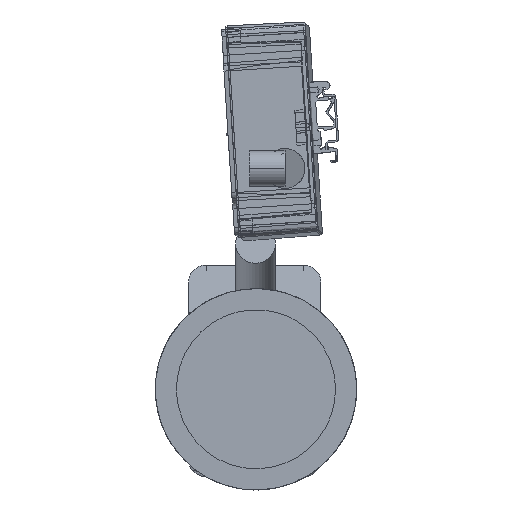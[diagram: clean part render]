
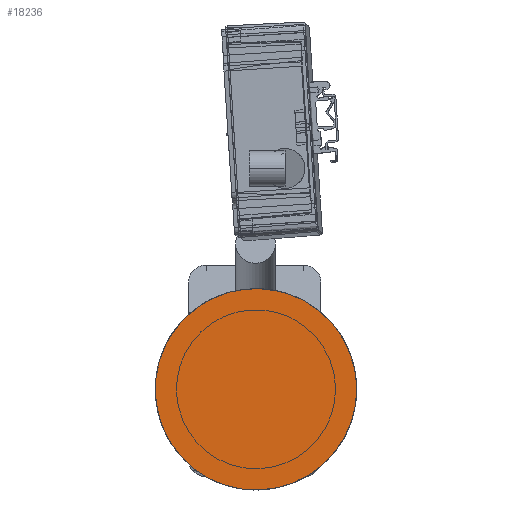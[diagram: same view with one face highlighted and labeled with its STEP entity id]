
A CAD part, left-side view. The second image highlights one B-rep face of the part: STEP entity #18236.
In plain terms, the highlighted face is planar.
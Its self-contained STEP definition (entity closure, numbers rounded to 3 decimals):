
#18176=CARTESIAN_POINT('Vertex',(-27.327,-138.74,-50.022)) ;
#18180=CARTESIAN_POINT('Control Point',(-27.327,-138.74,-50.022)) ;
#18181=CARTESIAN_POINT('Control Point',(-35.185,-138.74,-45.73)) ;
#18182=CARTESIAN_POINT('Control Point',(-42.199,-138.74,-39.894)) ;
#18183=CARTESIAN_POINT('Control Point',(-47.966,-138.74,-32.736)) ;
#18184=CARTESIAN_POINT('Control Point',(-56.381,-138.74,-16.543)) ;
#18185=CARTESIAN_POINT('Control Point',(-58.049,-138.74,1.63)) ;
#18186=CARTESIAN_POINT('Control Point',(-57.065,-138.74,10.769)) ;
#18187=CARTESIAN_POINT('Control Point',(-51.565,-138.74,28.17)) ;
#18188=CARTESIAN_POINT('Control Point',(-39.894,-138.74,42.199)) ;
#18189=CARTESIAN_POINT('Control Point',(-32.736,-138.74,47.966)) ;
#18190=CARTESIAN_POINT('Control Point',(-16.543,-138.74,56.381)) ;
#18191=CARTESIAN_POINT('Control Point',(1.63,-138.74,58.049)) ;
#18192=CARTESIAN_POINT('Control Point',(10.769,-138.74,57.065)) ;
#18193=CARTESIAN_POINT('Control Point',(19.47,-138.74,54.315)) ;
#18194=CARTESIAN_POINT('Control Point',(27.327,-138.74,50.022)) ;
#18195=CARTESIAN_POINT('Vertex',(27.327,-138.74,50.022)) ;
#18215=CARTESIAN_POINT('Axis2P3D Location',(0.,-138.74,0.)) ;
#18227=CARTESIAN_POINT('Axis2P3D Location',(0.,-138.74,57.)) ;
#18216=DIRECTION('Axis2P3D Direction',(-0.,1.,0.)) ;
#18228=DIRECTION('Axis2P3D Direction',(0.,1.,0.)) ;
#18229=DIRECTION('Axis2P3D XDirection',(1.,-0.,0.)) ;
#18217=AXIS2_PLACEMENT_3D('Circle Axis2P3D',#18215,#18216,$) ;
#18230=AXIS2_PLACEMENT_3D('Plane Axis2P3D',#18227,#18228,#18229) ;
#18233=ORIENTED_EDGE('',*,*,#18219,.F.) ;
#18234=ORIENTED_EDGE('',*,*,#18197,.F.) ;
#18236=ADVANCED_FACE('Hauptk\X2\00F6\X0\rper',(#18235),#18231,.F.) ;
#18179=B_SPLINE_CURVE_WITH_KNOTS('',5,(#18180,#18181,#18182,#18183,#18184,#18185,#18186,#18187,#18188,#18189,#18190,#18191,#18192,#18193,#18194),.UNSPECIFIED.,.F.,.U.,(6,3,3,3,6),(-89.535,-44.768,0.,44.768,89.535),.UNSPECIFIED.) ;
#18218=CIRCLE('generated circle',#18217,57.) ;
#18197=EDGE_CURVE('',#18177,#18196,#18179,.T.) ;
#18219=EDGE_CURVE('',#18196,#18177,#18218,.T.) ;
#18232=EDGE_LOOP('',(#18233,#18234)) ;
#18235=FACE_OUTER_BOUND('',#18232,.T.) ;
#18231=PLANE('Plane',#18230) ;
#18177=VERTEX_POINT('',#18176) ;
#18196=VERTEX_POINT('',#18195) ;
